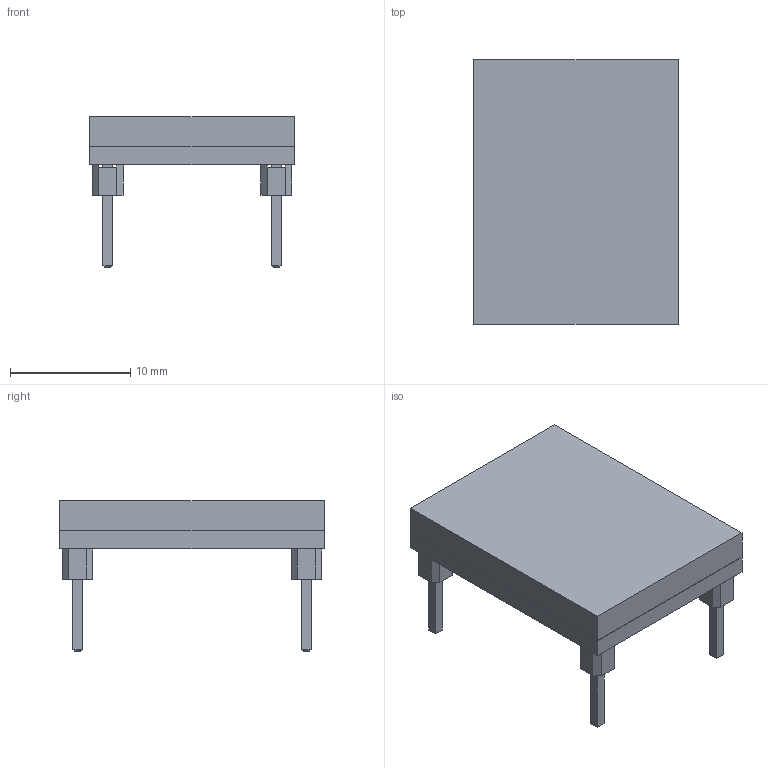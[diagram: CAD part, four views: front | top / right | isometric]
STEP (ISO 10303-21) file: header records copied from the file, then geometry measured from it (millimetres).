
FILE_DESCRIPTION(('FreeCAD Model'),'2;1');
FILE_NAME('MP1584.stp','2020-07-12T09:12:16',('Author'),(''), 'Open CASCADE STEP processor 7.3','FreeCAD','Unknown');
FILE_SCHEMA(('CONFIG_CONTROL_DESIGN','SHAPE_APPEARANCE_LAYER_MIM'));
Length unit declared in the file: millimetre
Products named in the file (6): PCB; Fusion; Fusion001; Fusion003; Fusion002; Body001
Bounding box: 17 x 22 x 12.54 mm (x, y, z)
Volume: 1585.1 mm3; surface area: 2089.1 mm2
Topology: 6 solids, 6 shells, 148 faces, 336 edges, 208 vertices
Faces by surface type: plane 140, cylinder 8
Full cylindrical faces by diameter (mm): 0.8 x8
Entity records: 9521 total; most frequent: CARTESIAN_POINT 1461, DIRECTION 1306, LINE 976, VECTOR 976, ORIENTED_EDGE 672, PCURVE 672, DEFINITIONAL_REPRESENTATION 672, EDGE_CURVE 336
